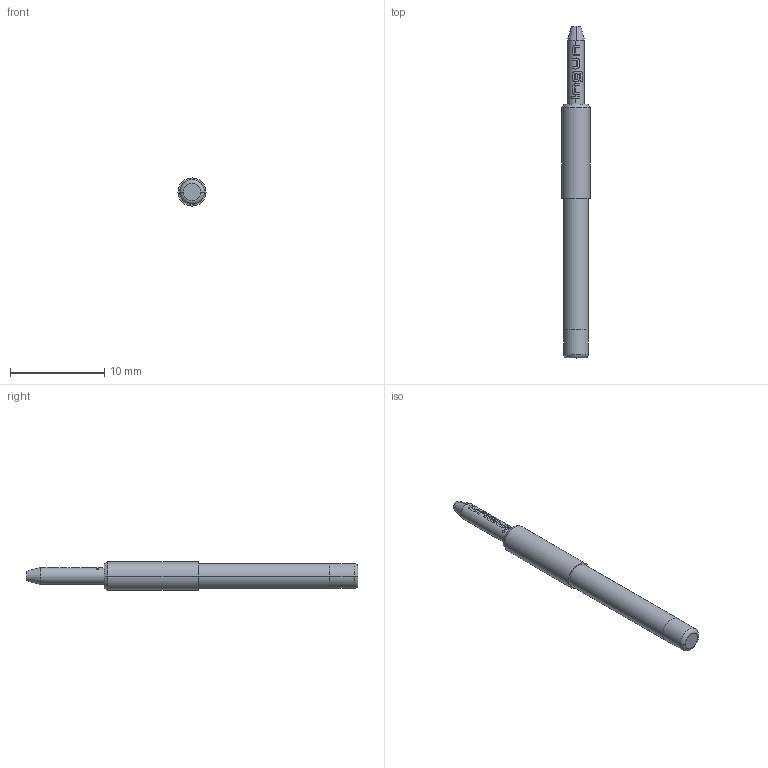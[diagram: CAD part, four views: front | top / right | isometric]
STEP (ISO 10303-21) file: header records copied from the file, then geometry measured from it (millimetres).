
FILE_DESCRIPTION (( 'STEP AP203' ), '1' );
FILE_NAME ('INGUN_GKS-113_372_180_A_xx10.STEP', '2020-09-09T13:31:49', ( '' ), ( '' ), 'SwSTEP 2.0', 'SolidWorks 2018', '' );
FILE_SCHEMA (( 'CONFIG_CONTROL_DESIGN' ));
Length unit declared in the file: millimetre
Products named in the file (1): INGUN_GKS-113_372_180_A_xx10
Bounding box: 3 x 35.3 x 3 mm (x, y, z)
Volume: 183.3 mm3; surface area: 290.5 mm2
Topology: 1 solids, 1 shells, 91 faces, 249 edges, 164 vertices
Faces by surface type: bspline 61, cylinder 18, plane 6, cone 4, torus 2
Entity records: 4291 total; most frequent: CARTESIAN_POINT 2471, ORIENTED_EDGE 498, EDGE_CURVE 249, B_SPLINE_CURVE_WITH_KNOTS 204, VERTEX_POINT 164, DIRECTION 131, EDGE_LOOP 95, FACE_OUTER_BOUND 91
